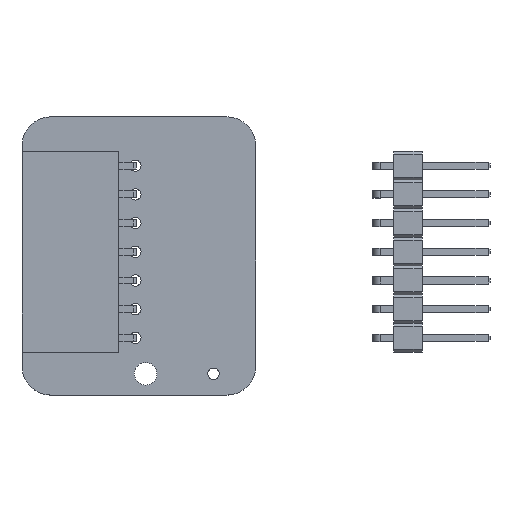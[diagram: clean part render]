
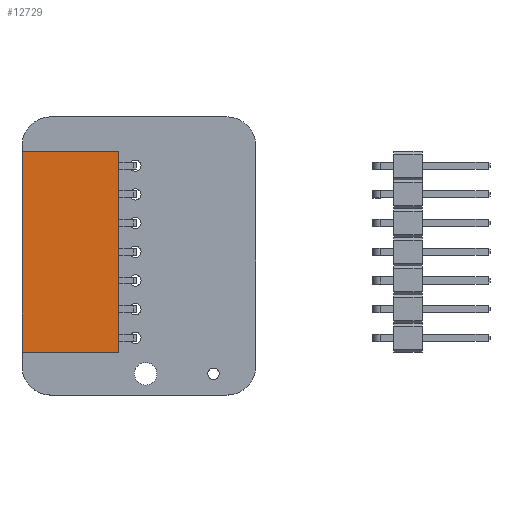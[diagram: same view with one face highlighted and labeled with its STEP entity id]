
A CAD part, top view. The second image highlights one B-rep face of the part: STEP entity #12729.
In plain terms, the highlighted planar face has unit normal (0, 0, 1).
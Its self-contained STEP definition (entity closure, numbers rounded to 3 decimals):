
#12729 = ADVANCED_FACE('',(#12730),#12744,.F.);
#12730 = FACE_BOUND('',#12731,.F.);
#12731 = EDGE_LOOP('',(#12732,#12767,#12795,#12823));
#12732 = ORIENTED_EDGE('',*,*,#12733,.T.);
#12733 = EDGE_CURVE('',#12734,#12736,#12738,.T.);
#12734 = VERTEX_POINT('',#12735);
#12735 = CARTESIAN_POINT('',(-1.52,-16.51,2.54));
#12736 = VERTEX_POINT('',#12737);
#12737 = CARTESIAN_POINT('',(-10.03,-16.51,2.54));
#12738 = SURFACE_CURVE('',#12739,(#12743,#12755),.PCURVE_S1.);
#12739 = LINE('',#12740,#12741);
#12740 = CARTESIAN_POINT('',(-1.52,-16.51,2.54));
#12741 = VECTOR('',#12742,1.);
#12742 = DIRECTION('',(-1.,0.,0.));
#12743 = PCURVE('',#12744,#12749);
#12744 = PLANE('',#12745);
#12745 = AXIS2_PLACEMENT_3D('',#12746,#12747,#12748);
#12746 = CARTESIAN_POINT('',(-1.52,-16.51,2.54));
#12747 = DIRECTION('',(0.,0.,-1.));
#12748 = DIRECTION('',(0.,1.,0.));
#12749 = DEFINITIONAL_REPRESENTATION('',(#12750),#12754);
#12750 = LINE('',#12751,#12752);
#12751 = CARTESIAN_POINT('',(0.,0.));
#12752 = VECTOR('',#12753,1.);
#12753 = DIRECTION('',(0.,-1.));
#12754 = ( GEOMETRIC_REPRESENTATION_CONTEXT(2) 
PARAMETRIC_REPRESENTATION_CONTEXT() REPRESENTATION_CONTEXT('2D SPACE',''
  ) );
#12755 = PCURVE('',#12756,#12761);
#12756 = PLANE('',#12757);
#12757 = AXIS2_PLACEMENT_3D('',#12758,#12759,#12760);
#12758 = CARTESIAN_POINT('',(-1.52,-16.51,0.));
#12759 = DIRECTION('',(0.,1.,0.));
#12760 = DIRECTION('',(0.,0.,1.));
#12761 = DEFINITIONAL_REPRESENTATION('',(#12762),#12766);
#12762 = LINE('',#12763,#12764);
#12763 = CARTESIAN_POINT('',(2.54,0.));
#12764 = VECTOR('',#12765,1.);
#12765 = DIRECTION('',(0.,-1.));
#12766 = ( GEOMETRIC_REPRESENTATION_CONTEXT(2) 
PARAMETRIC_REPRESENTATION_CONTEXT() REPRESENTATION_CONTEXT('2D SPACE',''
  ) );
#12767 = ORIENTED_EDGE('',*,*,#12768,.T.);
#12768 = EDGE_CURVE('',#12736,#12769,#12771,.T.);
#12769 = VERTEX_POINT('',#12770);
#12770 = CARTESIAN_POINT('',(-10.03,1.27,2.54));
#12771 = SURFACE_CURVE('',#12772,(#12776,#12783),.PCURVE_S1.);
#12772 = LINE('',#12773,#12774);
#12773 = CARTESIAN_POINT('',(-10.03,-16.51,2.54));
#12774 = VECTOR('',#12775,1.);
#12775 = DIRECTION('',(0.,1.,0.));
#12776 = PCURVE('',#12744,#12777);
#12777 = DEFINITIONAL_REPRESENTATION('',(#12778),#12782);
#12778 = LINE('',#12779,#12780);
#12779 = CARTESIAN_POINT('',(0.,-8.51));
#12780 = VECTOR('',#12781,1.);
#12781 = DIRECTION('',(1.,0.));
#12782 = ( GEOMETRIC_REPRESENTATION_CONTEXT(2) 
PARAMETRIC_REPRESENTATION_CONTEXT() REPRESENTATION_CONTEXT('2D SPACE',''
  ) );
#12783 = PCURVE('',#12784,#12789);
#12784 = PLANE('',#12785);
#12785 = AXIS2_PLACEMENT_3D('',#12786,#12787,#12788);
#12786 = CARTESIAN_POINT('',(-10.03,-16.51,2.54));
#12787 = DIRECTION('',(1.,0.,0.));
#12788 = DIRECTION('',(0.,-1.,0.));
#12789 = DEFINITIONAL_REPRESENTATION('',(#12790),#12794);
#12790 = LINE('',#12791,#12792);
#12791 = CARTESIAN_POINT('',(0.,-0.));
#12792 = VECTOR('',#12793,1.);
#12793 = DIRECTION('',(-1.,0.));
#12794 = ( GEOMETRIC_REPRESENTATION_CONTEXT(2) 
PARAMETRIC_REPRESENTATION_CONTEXT() REPRESENTATION_CONTEXT('2D SPACE',''
  ) );
#12795 = ORIENTED_EDGE('',*,*,#12796,.F.);
#12796 = EDGE_CURVE('',#12797,#12769,#12799,.T.);
#12797 = VERTEX_POINT('',#12798);
#12798 = CARTESIAN_POINT('',(-1.52,1.27,2.54));
#12799 = SURFACE_CURVE('',#12800,(#12804,#12811),.PCURVE_S1.);
#12800 = LINE('',#12801,#12802);
#12801 = CARTESIAN_POINT('',(-1.52,1.27,2.54));
#12802 = VECTOR('',#12803,1.);
#12803 = DIRECTION('',(-1.,0.,0.));
#12804 = PCURVE('',#12744,#12805);
#12805 = DEFINITIONAL_REPRESENTATION('',(#12806),#12810);
#12806 = LINE('',#12807,#12808);
#12807 = CARTESIAN_POINT('',(17.78,0.));
#12808 = VECTOR('',#12809,1.);
#12809 = DIRECTION('',(0.,-1.));
#12810 = ( GEOMETRIC_REPRESENTATION_CONTEXT(2) 
PARAMETRIC_REPRESENTATION_CONTEXT() REPRESENTATION_CONTEXT('2D SPACE',''
  ) );
#12811 = PCURVE('',#12812,#12817);
#12812 = PLANE('',#12813);
#12813 = AXIS2_PLACEMENT_3D('',#12814,#12815,#12816);
#12814 = CARTESIAN_POINT('',(-1.52,1.27,2.54));
#12815 = DIRECTION('',(0.,-1.,0.));
#12816 = DIRECTION('',(0.,0.,-1.));
#12817 = DEFINITIONAL_REPRESENTATION('',(#12818),#12822);
#12818 = LINE('',#12819,#12820);
#12819 = CARTESIAN_POINT('',(-0.,0.));
#12820 = VECTOR('',#12821,1.);
#12821 = DIRECTION('',(0.,-1.));
#12822 = ( GEOMETRIC_REPRESENTATION_CONTEXT(2) 
PARAMETRIC_REPRESENTATION_CONTEXT() REPRESENTATION_CONTEXT('2D SPACE',''
  ) );
#12823 = ORIENTED_EDGE('',*,*,#12824,.F.);
#12824 = EDGE_CURVE('',#12734,#12797,#12825,.T.);
#12825 = SURFACE_CURVE('',#12826,(#12830,#12837),.PCURVE_S1.);
#12826 = LINE('',#12827,#12828);
#12827 = CARTESIAN_POINT('',(-1.52,-16.51,2.54));
#12828 = VECTOR('',#12829,1.);
#12829 = DIRECTION('',(0.,1.,0.));
#12830 = PCURVE('',#12744,#12831);
#12831 = DEFINITIONAL_REPRESENTATION('',(#12832),#12836);
#12832 = LINE('',#12833,#12834);
#12833 = CARTESIAN_POINT('',(0.,0.));
#12834 = VECTOR('',#12835,1.);
#12835 = DIRECTION('',(1.,0.));
#12836 = ( GEOMETRIC_REPRESENTATION_CONTEXT(2) 
PARAMETRIC_REPRESENTATION_CONTEXT() REPRESENTATION_CONTEXT('2D SPACE',''
  ) );
#12837 = PCURVE('',#12838,#12843);
#12838 = PLANE('',#12839);
#12839 = AXIS2_PLACEMENT_3D('',#12840,#12841,#12842);
#12840 = CARTESIAN_POINT('',(-1.52,-16.51,2.54));
#12841 = DIRECTION('',(1.,0.,0.));
#12842 = DIRECTION('',(0.,-1.,0.));
#12843 = DEFINITIONAL_REPRESENTATION('',(#12844),#12848);
#12844 = LINE('',#12845,#12846);
#12845 = CARTESIAN_POINT('',(0.,-0.));
#12846 = VECTOR('',#12847,1.);
#12847 = DIRECTION('',(-1.,0.));
#12848 = ( GEOMETRIC_REPRESENTATION_CONTEXT(2) 
PARAMETRIC_REPRESENTATION_CONTEXT() REPRESENTATION_CONTEXT('2D SPACE',''
  ) );
